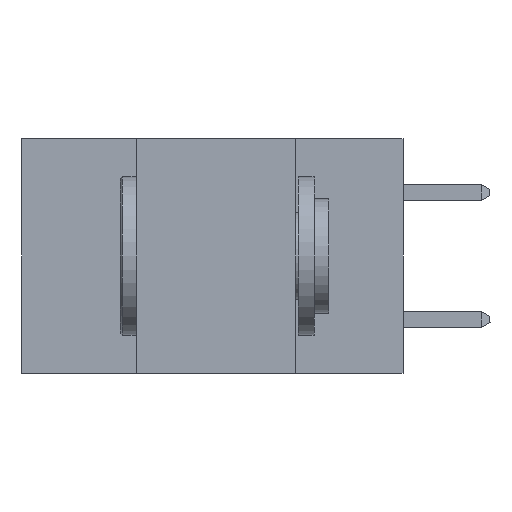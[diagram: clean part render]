
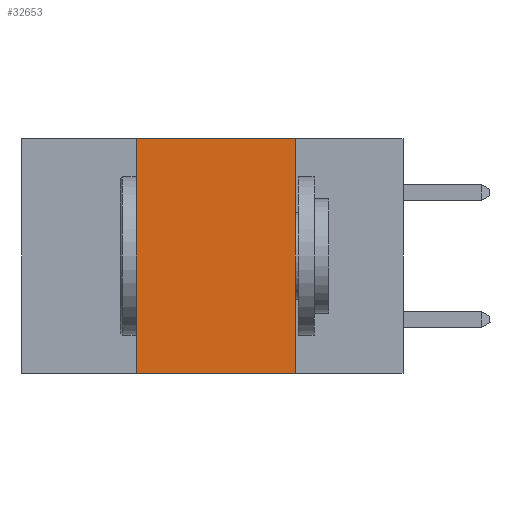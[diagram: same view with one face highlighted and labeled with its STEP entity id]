
A CAD part, left-side view. The second image highlights one B-rep face of the part: STEP entity #32653.
In plain terms, the highlighted planar face has unit normal (-1, 0, 0).
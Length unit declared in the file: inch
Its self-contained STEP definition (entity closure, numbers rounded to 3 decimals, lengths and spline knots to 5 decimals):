
#234 = LINE ( 'NONE', #33041, #22804 ) ;
#1037 = VECTOR ( 'NONE', #2190, 39.37008 ) ;
#2190 = DIRECTION ( 'NONE',  ( 0., 0., 1. ) ) ;
#3350 = DIRECTION ( 'NONE',  ( 0., -1., 0. ) ) ;
#3651 = PLANE ( 'NONE',  #29442 ) ;
#4025 = CARTESIAN_POINT ( 'NONE',  ( 0., 0.42, -0.37 ) ) ;
#4623 = LINE ( 'NONE', #14670, #30397 ) ;
#6707 = CARTESIAN_POINT ( 'NONE',  ( 0., 0.42, 0. ) ) ;
#6759 = VERTEX_POINT ( 'NONE', #19984 ) ;
#7511 = ORIENTED_EDGE ( 'NONE', *, *, #13084, .F. ) ;
#10557 = DIRECTION ( 'NONE',  ( 0., 0., -1. ) ) ;
#13084 = EDGE_CURVE ( 'NONE', #36478, #16535, #38939, .T. ) ;
#14670 = CARTESIAN_POINT ( 'NONE',  ( 0., 0.6, -0.37 ) ) ;
#16535 = VERTEX_POINT ( 'NONE', #6707 ) ;
#16832 = EDGE_CURVE ( 'NONE', #16535, #6759, #17080, .T. ) ;
#17030 = DIRECTION ( 'NONE',  ( 1., 0., 0. ) ) ;
#17080 = LINE ( 'NONE', #34953, #22830 ) ;
#19984 = CARTESIAN_POINT ( 'NONE',  ( 0., 0.17, 0. ) ) ;
#20505 = ORIENTED_EDGE ( 'NONE', *, *, #22901, .F. ) ;
#20918 = ORIENTED_EDGE ( 'NONE', *, *, #35809, .T. ) ;
#22804 = VECTOR ( 'NONE', #33620, 39.37008 ) ;
#22830 = VECTOR ( 'NONE', #36236, 39.37008 ) ;
#22901 = EDGE_CURVE ( 'NONE', #6759, #32331, #234, .T. ) ;
#23583 = ORIENTED_EDGE ( 'NONE', *, *, #16832, .F. ) ;
#25973 = CARTESIAN_POINT ( 'NONE',  ( 0., 0.42, 0. ) ) ;
#29442 = AXIS2_PLACEMENT_3D ( 'NONE', #33839, #17030, #10557 ) ;
#30397 = VECTOR ( 'NONE', #3350, 39.37008 ) ;
#31227 = FACE_OUTER_BOUND ( 'NONE', #41929, .T. ) ;
#32331 = VERTEX_POINT ( 'NONE', #42226 ) ;
#32653 = ADVANCED_FACE ( 'NONE', ( #31227 ), #3651, .F. ) ;
#33041 = CARTESIAN_POINT ( 'NONE',  ( 0., 0.17, 0. ) ) ;
#33620 = DIRECTION ( 'NONE',  ( 0., 0., -1. ) ) ;
#33839 = CARTESIAN_POINT ( 'NONE',  ( 0., 0.6, 0. ) ) ;
#34953 = CARTESIAN_POINT ( 'NONE',  ( 0., 0.6, 0. ) ) ;
#35809 = EDGE_CURVE ( 'NONE', #36478, #32331, #4623, .T. ) ;
#36236 = DIRECTION ( 'NONE',  ( 0., -1., 0. ) ) ;
#36478 = VERTEX_POINT ( 'NONE', #4025 ) ;
#38939 = LINE ( 'NONE', #25973, #1037 ) ;
#41929 = EDGE_LOOP ( 'NONE', ( #20505, #23583, #7511, #20918 ) ) ;
#42226 = CARTESIAN_POINT ( 'NONE',  ( 0., 0.17, -0.37 ) ) ;
